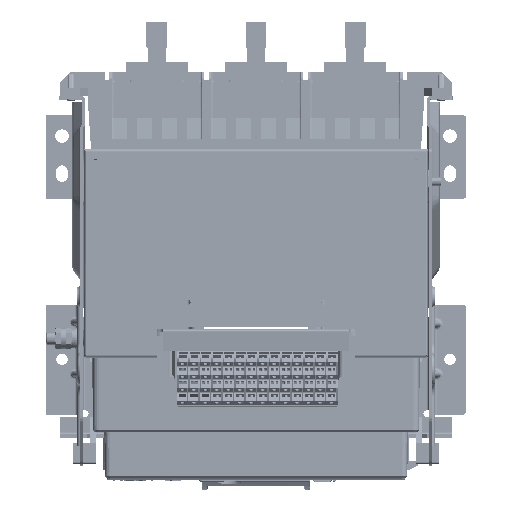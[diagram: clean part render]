
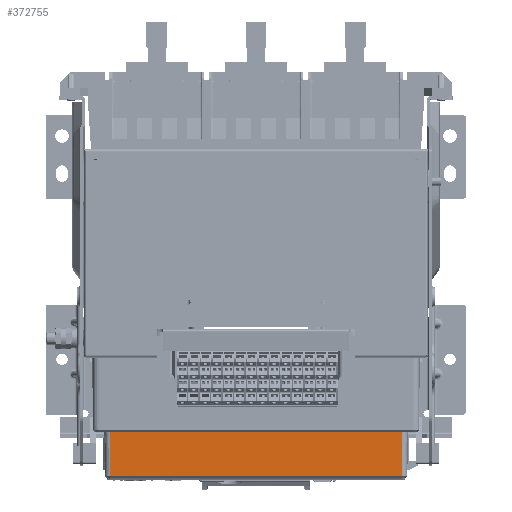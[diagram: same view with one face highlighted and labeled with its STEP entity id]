
A CAD part, top view. The second image highlights one B-rep face of the part: STEP entity #372755.
In plain terms, the highlighted planar face has unit normal (0, -0.007, 1).
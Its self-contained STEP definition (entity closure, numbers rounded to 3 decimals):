
#311498=DIRECTION('',(1.,0.,0.));
#311499=VECTOR('',#311498,10.996);
#311500=CARTESIAN_POINT('',(2.435,2.179,
-4.354));
#311501=LINE('',#311500,#311499);
#311502=DIRECTION('',(0.,-1.,
-0.007));
#311503=VECTOR('',#311502,1.653);
#311504=CARTESIAN_POINT('',(13.431,2.179,
-4.354));
#311505=LINE('',#311504,#311503);
#311506=DIRECTION('',(-1.,0.,0.));
#311507=VECTOR('',#311506,10.996);
#311508=CARTESIAN_POINT('',(13.431,0.525,
-4.366));
#311509=LINE('',#311508,#311507);
#311534=DIRECTION('',(0.,-1.,
-0.007));
#311535=VECTOR('',#311534,1.653);
#311536=CARTESIAN_POINT('',(2.435,2.179,
-4.354));
#311537=LINE('',#311536,#311535);
#348452=CARTESIAN_POINT('',(13.431,2.179,
-4.354));
#348453=VERTEX_POINT('',#348452);
#348456=CARTESIAN_POINT('',(13.431,0.525,
-4.366));
#348457=VERTEX_POINT('',#348456);
#348462=CARTESIAN_POINT('',(2.435,0.525,
-4.366));
#348463=VERTEX_POINT('',#348462);
#350834=CARTESIAN_POINT('',(2.435,2.179,
-4.354));
#350835=VERTEX_POINT('',#350834);
#372742=CARTESIAN_POINT('',(7.933,1.352,-4.36));
#372743=DIRECTION('',(0.,-0.007,1.));
#372744=DIRECTION('',(1.,0.,0.));
#372745=AXIS2_PLACEMENT_3D('',#372742,#372743,#372744);
#372746=PLANE('',#372745);
#372748=ORIENTED_EDGE('',*,*,#372747,.T.);
#372749=ORIENTED_EDGE('',*,*,#372737,.T.);
#372750=ORIENTED_EDGE('',*,*,#372203,.T.);
#372752=ORIENTED_EDGE('',*,*,#372751,.F.);
#372753=EDGE_LOOP('',(#372748,#372749,#372750,#372752));
#372754=FACE_OUTER_BOUND('',#372753,.F.);
#372755=ADVANCED_FACE('',(#372754),#372746,.T.);
#372203=EDGE_CURVE('',#348457,#348463,#311509,.T.);
#372737=EDGE_CURVE('',#348453,#348457,#311505,.T.);
#372747=EDGE_CURVE('',#350835,#348453,#311501,.T.);
#372751=EDGE_CURVE('',#350835,#348463,#311537,.T.);
